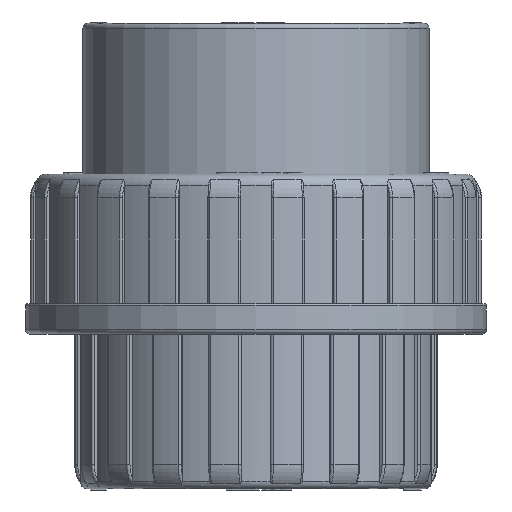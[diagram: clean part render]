
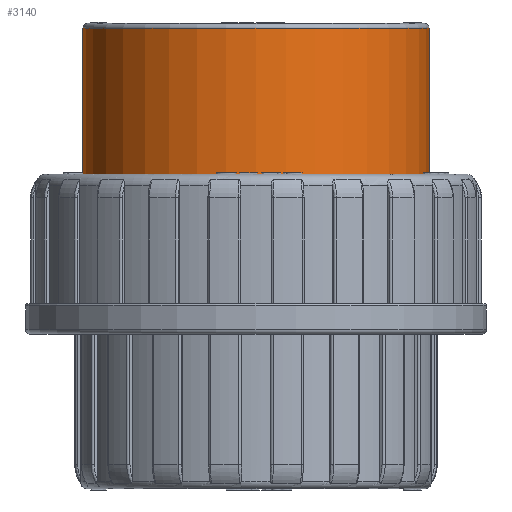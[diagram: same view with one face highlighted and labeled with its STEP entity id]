
A CAD part, left-side view. The second image highlights one B-rep face of the part: STEP entity #3140.
In plain terms, the highlighted cylindrical face has radius 36.75 mm (diameter 73.5 mm), a full revolution.
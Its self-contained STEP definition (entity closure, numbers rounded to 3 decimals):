
#2947=CYLINDRICAL_SURFACE('',#51090,36.75);
#3140=ADVANCED_FACE('',(#14089,#14090),#2947,.T.);
#8354=CIRCLE('',#51088,36.75);
#8355=CIRCLE('',#51089,36.75);
#14089=FACE_BOUND('',#14292,.T.);
#14090=FACE_BOUND('',#14293,.T.);
#14292=EDGE_LOOP('',(#17768));
#14293=EDGE_LOOP('',(#17769));
#17768=ORIENTED_EDGE('',*,*,#38871,.T.);
#17769=ORIENTED_EDGE('',*,*,#38872,.T.);
#33602=VERTEX_POINT('',#66619);
#33603=VERTEX_POINT('',#66621);
#38871=EDGE_CURVE('',#33602,#33602,#8354,.T.);
#38872=EDGE_CURVE('',#33603,#33603,#8355,.T.);
#51088=AXIS2_PLACEMENT_3D('',#66618,#54217,#54218);
#51089=AXIS2_PLACEMENT_3D('',#66620,#54219,#54220);
#51090=AXIS2_PLACEMENT_3D('',#66622,#54221,#54222);
#54217=DIRECTION('',(0.,0.,-1.));
#54218=DIRECTION('',(1.,0.,0.));
#54219=DIRECTION('',(0.,0.,1.));
#54220=DIRECTION('',(-1.,0.,0.));
#54221=DIRECTION('',(0.,0.,1.));
#54222=DIRECTION('',(1.,0.,0.));
#66618=CARTESIAN_POINT('',(0.,0.,61.8));
#66619=CARTESIAN_POINT('',(36.75,0.,61.8));
#66620=CARTESIAN_POINT('',(0.,0.,25.));
#66621=CARTESIAN_POINT('',(-36.75,0.,25.));
#66622=CARTESIAN_POINT('',(0.,0.,20.8));
